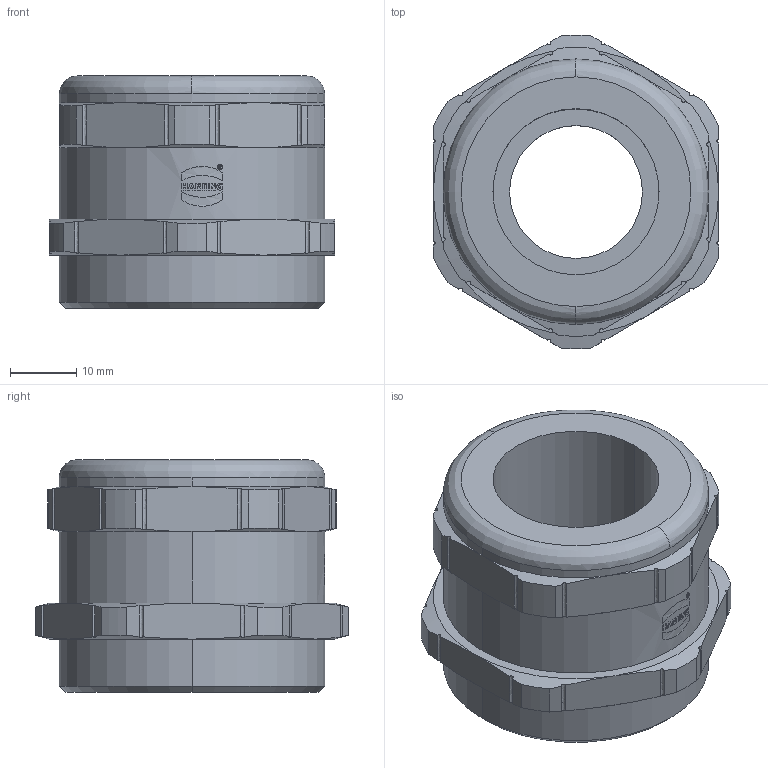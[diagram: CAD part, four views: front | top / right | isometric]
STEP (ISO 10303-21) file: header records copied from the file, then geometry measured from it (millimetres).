
FILE_DESCRIPTION(/* description */ (''),/* implementation_level */ '2;1');
FILE_NAME(/* name */ '100190462ugm000_d.stp',/* time_stamp */ '2019-01-23T16:47:22+01:00',/* author */ (''),/* organization */ (''),/* preprocessor_version */ 'ST-DEVELOPER v16.7',/* originating_system */ 'SIEMENS PLM Software NX 12.0',/* authorisation */ '');
FILE_SCHEMA (('AUTOMOTIVE_DESIGN { 1 0 10303 214 3 1 1 1 }'));
Length unit declared in the file: millimetre
Products named in the file (1): 100190462ugm000_d
Bounding box: 43 x 47.28 x 35 mm (x, y, z)
Volume: 30369.4 mm3; surface area: 9642.6 mm2
Topology: 1 solids, 1 shells, 130 faces, 478 edges, 463 vertices
Faces by surface type: plane 41, cylinder 33, revolution 28, cone 26, bspline 2
Entity records: 5983 total; most frequent: CARTESIAN_POINT 2056, ORIENTED_EDGE 774, DIRECTION 563, EDGE_CURVE 387, VERTEX_POINT 277, AXIS2_PLACEMENT_3D 188, LINE 159, VECTOR 159
